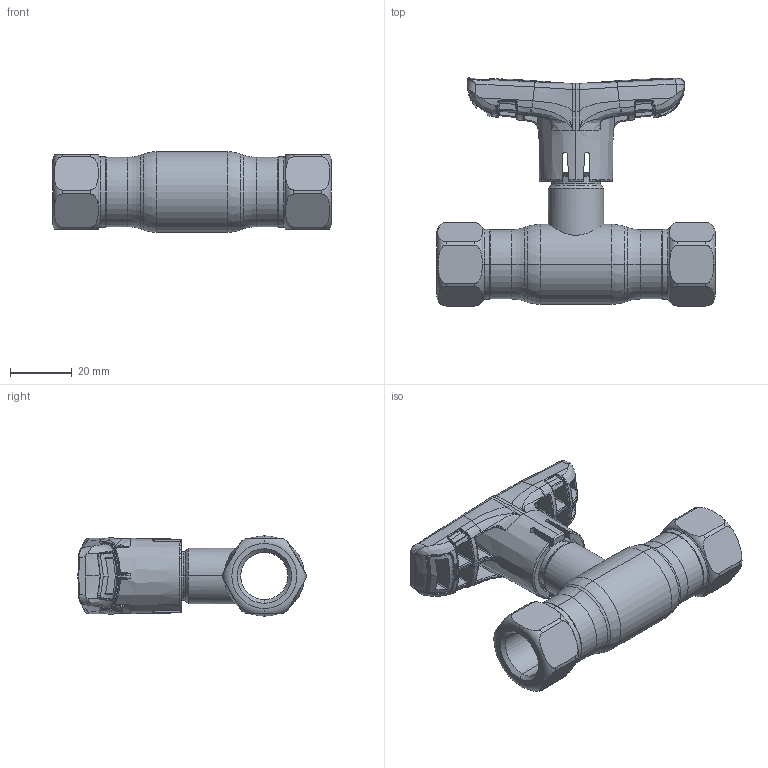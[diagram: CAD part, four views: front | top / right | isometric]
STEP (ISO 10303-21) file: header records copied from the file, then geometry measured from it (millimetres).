
FILE_DESCRIPTION (( 'STEP AP214' ), '1' );
FILE_NAME ('1010002000-1400.step', '2024-01-15T11:32:18', ( '' ), ( '' ), 'SwSTEP 2.0', 'SolidWorks 2021', '' );
FILE_SCHEMA (( 'AUTOMOTIVE_DESIGN' ));
Length unit declared in the file: millimetre
Products named in the file (1): 1010002000-1400
Bounding box: 90 x 73.78 x 26 mm (x, y, z)
Surface area: 19334.9 mm2 (no closed solid volume)
Topology: 0 solids, 6 shells, 745 faces, 2070 edges, 1268 vertices
Faces by surface type: bspline 570, plane 61, cylinder 48, torus 29, cone 23, sphere 14
Entity records: 55492 total; most frequent: CARTESIAN_POINT 33186, ORIENTED_EDGE 3745, EDGE_CURVE 2058, DIRECTION 1502, B_SPLINE_CURVE_WITH_KNOTS 1392, VERTEX_POINT 1264, EDGE_LOOP 753, UNCERTAINTY_MEASURE_WITH_UNIT 747
